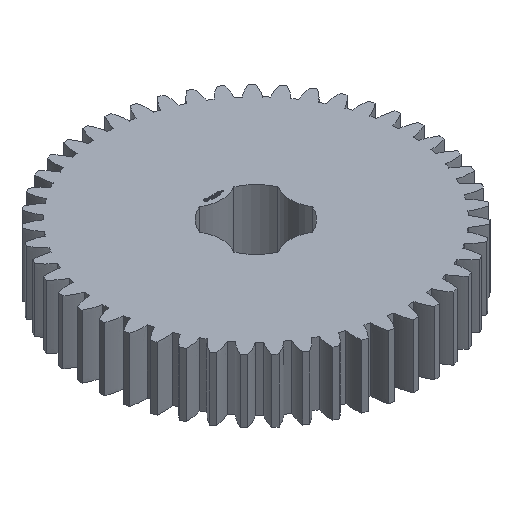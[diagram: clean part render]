
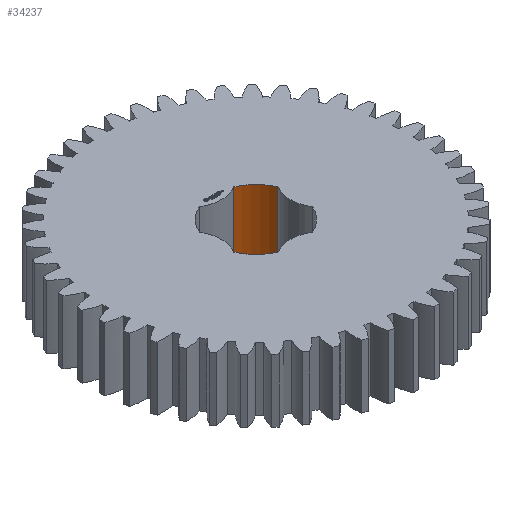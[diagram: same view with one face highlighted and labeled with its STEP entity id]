
A CAD part, isometric view. The second image highlights one B-rep face of the part: STEP entity #34237.
In plain terms, the highlighted cylindrical face has radius 6.35 mm (diameter 12.7 mm), a partial arc.
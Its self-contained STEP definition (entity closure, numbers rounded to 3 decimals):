
#93 = PLANE('',#94);
#94 = AXIS2_PLACEMENT_3D('',#95,#96,#97);
#95 = CARTESIAN_POINT('',(0.,0.,9.375));
#96 = DIRECTION('',(0.,0.,1.));
#97 = DIRECTION('',(1.,0.,0.));
#168 = PLANE('',#169);
#169 = AXIS2_PLACEMENT_3D('',#170,#171,#172);
#170 = CARTESIAN_POINT('',(0.,0.,0.));
#171 = DIRECTION('',(0.,0.,1.));
#172 = DIRECTION('',(1.,0.,0.));
#11028 = VERTEX_POINT('',#11029);
#11029 = CARTESIAN_POINT('',(2.55,5.816,0.));
#11044 = CYLINDRICAL_SURFACE('',#11045,4.9);
#11045 = AXIS2_PLACEMENT_3D('',#11046,#11047,#11048);
#11046 = CARTESIAN_POINT('',(0.,10.,0.));
#11047 = DIRECTION('',(0.,-0.,-1.));
#11048 = DIRECTION('',(0.707,0.707,0.));
#11056 = EDGE_CURVE('',#11057,#11028,#11059,.T.);
#11057 = VERTEX_POINT('',#11058);
#11058 = CARTESIAN_POINT('',(5.816,2.55,0.));
#11059 = SURFACE_CURVE('',#11060,(#11065,#11072),.PCURVE_S1.);
#11060 = CIRCLE('',#11061,6.35);
#11061 = AXIS2_PLACEMENT_3D('',#11062,#11063,#11064);
#11062 = CARTESIAN_POINT('',(0.,0.,0.));
#11063 = DIRECTION('',(0.,-0.,1.));
#11064 = DIRECTION('',(0.707,0.707,0.));
#11065 = PCURVE('',#168,#11066);
#11066 = DEFINITIONAL_REPRESENTATION('',(#11067),#11071);
#11067 = CIRCLE('',#11068,6.35);
#11068 = AXIS2_PLACEMENT_2D('',#11069,#11070);
#11069 = CARTESIAN_POINT('',(0.,0.));
#11070 = DIRECTION('',(0.707,0.707));
#11071 = ( GEOMETRIC_REPRESENTATION_CONTEXT(2) 
PARAMETRIC_REPRESENTATION_CONTEXT() REPRESENTATION_CONTEXT('2D SPACE',''
  ) );
#11072 = PCURVE('',#11073,#11078);
#11073 = CYLINDRICAL_SURFACE('',#11074,6.35);
#11074 = AXIS2_PLACEMENT_3D('',#11075,#11076,#11077);
#11075 = CARTESIAN_POINT('',(0.,0.,0.));
#11076 = DIRECTION('',(0.,-0.,-1.));
#11077 = DIRECTION('',(0.707,0.707,0.));
#11078 = DEFINITIONAL_REPRESENTATION('',(#11079),#11083);
#11079 = LINE('',#11080,#11081);
#11080 = CARTESIAN_POINT('',(-0.,0.));
#11081 = VECTOR('',#11082,1.);
#11082 = DIRECTION('',(-1.,0.));
#11083 = ( GEOMETRIC_REPRESENTATION_CONTEXT(2) 
PARAMETRIC_REPRESENTATION_CONTEXT() REPRESENTATION_CONTEXT('2D SPACE',''
  ) );
#11102 = CYLINDRICAL_SURFACE('',#11103,4.9);
#11103 = AXIS2_PLACEMENT_3D('',#11104,#11105,#11106);
#11104 = CARTESIAN_POINT('',(10.,0.,0.));
#11105 = DIRECTION('',(0.,-0.,-1.));
#11106 = DIRECTION('',(0.707,0.707,0.));
#18828 = VERTEX_POINT('',#18829);
#18829 = CARTESIAN_POINT('',(2.55,5.816,9.375));
#18851 = EDGE_CURVE('',#18852,#18828,#18854,.T.);
#18852 = VERTEX_POINT('',#18853);
#18853 = CARTESIAN_POINT('',(5.816,2.55,9.375));
#18854 = SURFACE_CURVE('',#18855,(#18860,#18867),.PCURVE_S1.);
#18855 = CIRCLE('',#18856,6.35);
#18856 = AXIS2_PLACEMENT_3D('',#18857,#18858,#18859);
#18857 = CARTESIAN_POINT('',(0.,0.,9.375
    ));
#18858 = DIRECTION('',(0.,-0.,1.));
#18859 = DIRECTION('',(0.707,0.707,0.));
#18860 = PCURVE('',#93,#18861);
#18861 = DEFINITIONAL_REPRESENTATION('',(#18862),#18866);
#18862 = CIRCLE('',#18863,6.35);
#18863 = AXIS2_PLACEMENT_2D('',#18864,#18865);
#18864 = CARTESIAN_POINT('',(0.,0.));
#18865 = DIRECTION('',(0.707,0.707));
#18866 = ( GEOMETRIC_REPRESENTATION_CONTEXT(2) 
PARAMETRIC_REPRESENTATION_CONTEXT() REPRESENTATION_CONTEXT('2D SPACE',''
  ) );
#18867 = PCURVE('',#11073,#18868);
#18868 = DEFINITIONAL_REPRESENTATION('',(#18869),#18873);
#18869 = LINE('',#18870,#18871);
#18870 = CARTESIAN_POINT('',(-0.,-9.375));
#18871 = VECTOR('',#18872,1.);
#18872 = DIRECTION('',(-1.,0.));
#18873 = ( GEOMETRIC_REPRESENTATION_CONTEXT(2) 
PARAMETRIC_REPRESENTATION_CONTEXT() REPRESENTATION_CONTEXT('2D SPACE',''
  ) );
#34214 = EDGE_CURVE('',#11057,#18852,#34215,.T.);
#34215 = SURFACE_CURVE('',#34216,(#34220,#34227),.PCURVE_S1.);
#34216 = LINE('',#34217,#34218);
#34217 = CARTESIAN_POINT('',(5.816,2.55,0.));
#34218 = VECTOR('',#34219,1.);
#34219 = DIRECTION('',(0.,0.,1.));
#34220 = PCURVE('',#11102,#34221);
#34221 = DEFINITIONAL_REPRESENTATION('',(#34222),#34226);
#34222 = LINE('',#34223,#34224);
#34223 = CARTESIAN_POINT('',(-1.809,0.));
#34224 = VECTOR('',#34225,1.);
#34225 = DIRECTION('',(-0.,-1.));
#34226 = ( GEOMETRIC_REPRESENTATION_CONTEXT(2) 
PARAMETRIC_REPRESENTATION_CONTEXT() REPRESENTATION_CONTEXT('2D SPACE',''
  ) );
#34227 = PCURVE('',#11073,#34228);
#34228 = DEFINITIONAL_REPRESENTATION('',(#34229),#34233);
#34229 = LINE('',#34230,#34231);
#34230 = CARTESIAN_POINT('',(-5.911,0.));
#34231 = VECTOR('',#34232,1.);
#34232 = DIRECTION('',(-0.,-1.));
#34233 = ( GEOMETRIC_REPRESENTATION_CONTEXT(2) 
PARAMETRIC_REPRESENTATION_CONTEXT() REPRESENTATION_CONTEXT('2D SPACE',''
  ) );
#34237 = ADVANCED_FACE('',(#34238),#11073,.F.);
#34238 = FACE_BOUND('',#34239,.T.);
#34239 = EDGE_LOOP('',(#34240,#34241,#34242,#34263));
#34240 = ORIENTED_EDGE('',*,*,#34214,.T.);
#34241 = ORIENTED_EDGE('',*,*,#18851,.T.);
#34242 = ORIENTED_EDGE('',*,*,#34243,.F.);
#34243 = EDGE_CURVE('',#11028,#18828,#34244,.T.);
#34244 = SURFACE_CURVE('',#34245,(#34249,#34256),.PCURVE_S1.);
#34245 = LINE('',#34246,#34247);
#34246 = CARTESIAN_POINT('',(2.55,5.816,0.));
#34247 = VECTOR('',#34248,1.);
#34248 = DIRECTION('',(0.,0.,1.));
#34249 = PCURVE('',#11073,#34250);
#34250 = DEFINITIONAL_REPRESENTATION('',(#34251),#34255);
#34251 = LINE('',#34252,#34253);
#34252 = CARTESIAN_POINT('',(-6.655,0.));
#34253 = VECTOR('',#34254,1.);
#34254 = DIRECTION('',(-0.,-1.));
#34255 = ( GEOMETRIC_REPRESENTATION_CONTEXT(2) 
PARAMETRIC_REPRESENTATION_CONTEXT() REPRESENTATION_CONTEXT('2D SPACE',''
  ) );
#34256 = PCURVE('',#11044,#34257);
#34257 = DEFINITIONAL_REPRESENTATION('',(#34258),#34262);
#34258 = LINE('',#34259,#34260);
#34259 = CARTESIAN_POINT('',(-4.474,0.));
#34260 = VECTOR('',#34261,1.);
#34261 = DIRECTION('',(-0.,-1.));
#34262 = ( GEOMETRIC_REPRESENTATION_CONTEXT(2) 
PARAMETRIC_REPRESENTATION_CONTEXT() REPRESENTATION_CONTEXT('2D SPACE',''
  ) );
#34263 = ORIENTED_EDGE('',*,*,#11056,.F.);
